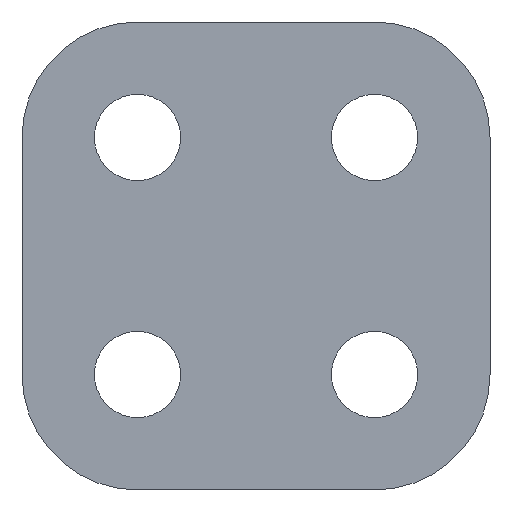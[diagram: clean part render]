
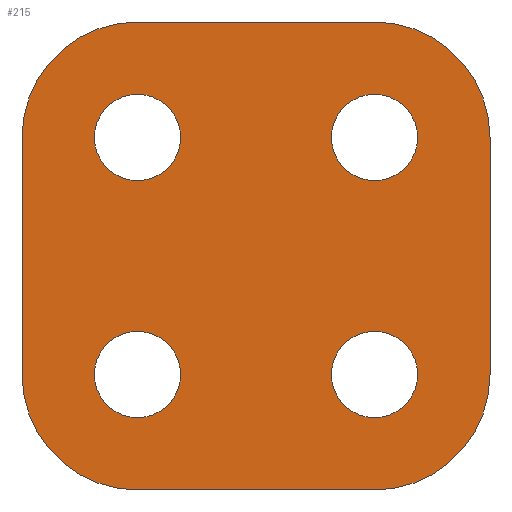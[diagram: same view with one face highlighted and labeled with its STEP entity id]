
A CAD part, front view. The second image highlights one B-rep face of the part: STEP entity #215.
In plain terms, the highlighted planar face has unit normal (0, -1, 0).
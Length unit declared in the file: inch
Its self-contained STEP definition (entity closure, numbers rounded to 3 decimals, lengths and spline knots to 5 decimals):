
#2 = AXIS2_PLACEMENT_3D ( 'NONE', #395, #363, #377 ) ;
#3 = VERTEX_POINT ( 'NONE', #618 ) ;
#5 = DIRECTION ( 'NONE',  ( 0., 0., 1. ) ) ;
#10 = AXIS2_PLACEMENT_3D ( 'NONE', #634, #671, #662 ) ;
#18 = CIRCLE ( 'NONE', #228, 0.1875 ) ;
#20 = DIRECTION ( 'NONE',  ( 0., 1., 0. ) ) ;
#25 = CIRCLE ( 'NONE', #336, 0.07 ) ;
#28 = CARTESIAN_POINT ( 'NONE',  ( 0.1925, 0., -0.2625 ) ) ;
#37 = EDGE_LOOP ( 'NONE', ( #155, #121, #100, #87, #209, #308, #167, #606 ) ) ;
#38 = CIRCLE ( 'NONE', #2, 0.07 ) ;
#42 = CARTESIAN_POINT ( 'NONE',  ( -0.38, 0., 0.38 ) ) ;
#43 = LINE ( 'NONE', #526, #71 ) ;
#48 = CARTESIAN_POINT ( 'NONE',  ( 0.1925, 0., -0.1925 ) ) ;
#54 = CIRCLE ( 'NONE', #463, 0.07 ) ;
#55 = DIRECTION ( 'NONE',  ( 0., 0., -1. ) ) ;
#57 = DIRECTION ( 'NONE',  ( 0., 0., 1. ) ) ;
#60 = DIRECTION ( 'NONE',  ( 0., 1., 0. ) ) ;
#65 = DIRECTION ( 'NONE',  ( 0., 1., 0. ) ) ;
#67 = CARTESIAN_POINT ( 'NONE',  ( -0.1925, 0., -0.1925 ) ) ;
#71 = VECTOR ( 'NONE', #517, 39.37008 ) ;
#82 = CARTESIAN_POINT ( 'NONE',  ( -0.38, 0., -0.1925 ) ) ;
#85 = CARTESIAN_POINT ( 'NONE',  ( -0.1925, 0., -0.2625 ) ) ;
#87 = ORIENTED_EDGE ( 'NONE', *, *, #428, .T. ) ;
#90 = LINE ( 'NONE', #42, #104 ) ;
#93 = DIRECTION ( 'NONE',  ( 1., 0., 0. ) ) ;
#100 = ORIENTED_EDGE ( 'NONE', *, *, #332, .F. ) ;
#102 = CARTESIAN_POINT ( 'NONE',  ( -0.1925, 0., 0.1925 ) ) ;
#104 = VECTOR ( 'NONE', #93, 39.37008 ) ;
#117 = FACE_BOUND ( 'NONE', #289, .T. ) ;
#120 = EDGE_LOOP ( 'NONE', ( #162, #161 ) ) ;
#121 = ORIENTED_EDGE ( 'NONE', *, *, #533, .T. ) ;
#130 = FACE_OUTER_BOUND ( 'NONE', #37, .T. ) ;
#134 = EDGE_CURVE ( 'NONE', #306, #513, #486, .T. ) ;
#138 = FACE_BOUND ( 'NONE', #435, .T. ) ;
#143 = DIRECTION ( 'NONE',  ( 0., 0., 1. ) ) ;
#148 = DIRECTION ( 'NONE',  ( 0., 1., 0. ) ) ;
#149 = CIRCLE ( 'NONE', #504, 0.07 ) ;
#150 = CARTESIAN_POINT ( 'NONE',  ( 0.1925, 0., 0.1925 ) ) ;
#152 = CARTESIAN_POINT ( 'NONE',  ( -0.1925, 0., 0.2625 ) ) ;
#155 = ORIENTED_EDGE ( 'NONE', *, *, #216, .F. ) ;
#161 = ORIENTED_EDGE ( 'NONE', *, *, #173, .T. ) ;
#162 = ORIENTED_EDGE ( 'NONE', *, *, #407, .T. ) ;
#164 = ORIENTED_EDGE ( 'NONE', *, *, #549, .T. ) ;
#167 = ORIENTED_EDGE ( 'NONE', *, *, #199, .F. ) ;
#172 = ORIENTED_EDGE ( 'NONE', *, *, #361, .T. ) ;
#173 = EDGE_CURVE ( 'NONE', #518, #563, #649, .T. ) ;
#174 = CIRCLE ( 'NONE', #315, 0.07 ) ;
#192 = ORIENTED_EDGE ( 'NONE', *, *, #372, .T. ) ;
#198 = FACE_BOUND ( 'NONE', #496, .T. ) ;
#199 = EDGE_CURVE ( 'NONE', #413, #513, #594, .T. ) ;
#204 = CARTESIAN_POINT ( 'NONE',  ( 0.1925, 0., 0.38 ) ) ;
#206 = ORIENTED_EDGE ( 'NONE', *, *, #573, .T. ) ;
#208 = VERTEX_POINT ( 'NONE', #583 ) ;
#209 = ORIENTED_EDGE ( 'NONE', *, *, #545, .F. ) ;
#215 = ADVANCED_FACE ( 'NONE', ( #198, #117, #138, #317, #130 ), #569, .T. ) ;
#216 = EDGE_CURVE ( 'NONE', #647, #640, #43, .T. ) ;
#228 = AXIS2_PLACEMENT_3D ( 'NONE', #102, #629, #55 ) ;
#249 = VECTOR ( 'NONE', #659, 39.37008 ) ;
#266 = DIRECTION ( 'NONE',  ( 0., 0., 1. ) ) ;
#268 = AXIS2_PLACEMENT_3D ( 'NONE', #291, #288, #279 ) ;
#269 = VERTEX_POINT ( 'NONE', #434 ) ;
#276 = DIRECTION ( 'NONE',  ( 0., 0., 1. ) ) ;
#278 = CARTESIAN_POINT ( 'NONE',  ( -0.38, 0., 0.38 ) ) ;
#279 = DIRECTION ( 'NONE',  ( 0., 0., -1. ) ) ;
#285 = ORIENTED_EDGE ( 'NONE', *, *, #312, .T. ) ;
#287 = AXIS2_PLACEMENT_3D ( 'NONE', #644, #639, #626 ) ;
#288 = DIRECTION ( 'NONE',  ( 0., -1., 0. ) ) ;
#289 = EDGE_LOOP ( 'NONE', ( #206, #192 ) ) ;
#291 = CARTESIAN_POINT ( 'NONE',  ( 0.1925, 0., 0.1925 ) ) ;
#305 = CARTESIAN_POINT ( 'NONE',  ( 0.1925, 0., -0.38 ) ) ;
#306 = VERTEX_POINT ( 'NONE', #82 ) ;
#308 = ORIENTED_EDGE ( 'NONE', *, *, #134, .T. ) ;
#312 = EDGE_CURVE ( 'NONE', #319, #3, #174, .T. ) ;
#315 = AXIS2_PLACEMENT_3D ( 'NONE', #67, #65, #57 ) ;
#317 = FACE_BOUND ( 'NONE', #120, .T. ) ;
#319 = VERTEX_POINT ( 'NONE', #85 ) ;
#327 = AXIS2_PLACEMENT_3D ( 'NONE', #613, #608, #598 ) ;
#332 = EDGE_CURVE ( 'NONE', #389, #444, #90, .T. ) ;
#336 = AXIS2_PLACEMENT_3D ( 'NONE', #150, #148, #143 ) ;
#349 = CARTESIAN_POINT ( 'NONE',  ( -0.1925, 0., 0.1925 ) ) ;
#356 = VERTEX_POINT ( 'NONE', #28 ) ;
#361 = EDGE_CURVE ( 'NONE', #674, #473, #149, .T. ) ;
#363 = DIRECTION ( 'NONE',  ( 0., 1., 0. ) ) ;
#372 = EDGE_CURVE ( 'NONE', #356, #269, #54, .T. ) ;
#373 = CARTESIAN_POINT ( 'NONE',  ( -0.1925, 0., 0.1225 ) ) ;
#377 = DIRECTION ( 'NONE',  ( 0., 0., 1. ) ) ;
#384 = AXIS2_PLACEMENT_3D ( 'NONE', #48, #20, #5 ) ;
#385 = ORIENTED_EDGE ( 'NONE', *, *, #462, .T. ) ;
#389 = VERTEX_POINT ( 'NONE', #560 ) ;
#395 = CARTESIAN_POINT ( 'NONE',  ( -0.1925, 0., 0.1925 ) ) ;
#407 = EDGE_CURVE ( 'NONE', #563, #518, #38, .T. ) ;
#413 = VERTEX_POINT ( 'NONE', #305 ) ;
#426 = CARTESIAN_POINT ( 'NONE',  ( -0.1925, 0., -0.38 ) ) ;
#428 = EDGE_CURVE ( 'NONE', #389, #208, #18, .T. ) ;
#432 = CIRCLE ( 'NONE', #287, 0.07 ) ;
#434 = CARTESIAN_POINT ( 'NONE',  ( 0.1925, 0., -0.1225 ) ) ;
#435 = EDGE_LOOP ( 'NONE', ( #172, #164 ) ) ;
#444 = VERTEX_POINT ( 'NONE', #204 ) ;
#448 = CARTESIAN_POINT ( 'NONE',  ( 0.1925, 0., 0.2625 ) ) ;
#454 = AXIS2_PLACEMENT_3D ( 'NONE', #349, #60, #266 ) ;
#462 = EDGE_CURVE ( 'NONE', #3, #319, #432, .T. ) ;
#463 = AXIS2_PLACEMENT_3D ( 'NONE', #537, #542, #566 ) ;
#466 = EDGE_CURVE ( 'NONE', #413, #640, #587, .T. ) ;
#473 = VERTEX_POINT ( 'NONE', #646 ) ;
#486 = CIRCLE ( 'NONE', #10, 0.1875 ) ;
#494 = CARTESIAN_POINT ( 'NONE',  ( 0.38, 0., -0.1925 ) ) ;
#496 = EDGE_LOOP ( 'NONE', ( #385, #285 ) ) ;
#504 = AXIS2_PLACEMENT_3D ( 'NONE', #668, #619, #603 ) ;
#513 = VERTEX_POINT ( 'NONE', #426 ) ;
#517 = DIRECTION ( 'NONE',  ( 0., 0., -1. ) ) ;
#518 = VERTEX_POINT ( 'NONE', #373 ) ;
#524 = VECTOR ( 'NONE', #276, 39.37008 ) ;
#526 = CARTESIAN_POINT ( 'NONE',  ( 0.38, 0., 0.38 ) ) ;
#530 = CIRCLE ( 'NONE', #384, 0.07 ) ;
#533 = EDGE_CURVE ( 'NONE', #647, #444, #591, .T. ) ;
#534 = LINE ( 'NONE', #278, #524 ) ;
#537 = CARTESIAN_POINT ( 'NONE',  ( 0.1925, 0., -0.1925 ) ) ;
#542 = DIRECTION ( 'NONE',  ( 0., 1., 0. ) ) ;
#545 = EDGE_CURVE ( 'NONE', #306, #208, #534, .T. ) ;
#547 = DIRECTION ( 'NONE',  ( 0., 0., -1. ) ) ;
#549 = EDGE_CURVE ( 'NONE', #473, #674, #25, .T. ) ;
#559 = AXIS2_PLACEMENT_3D ( 'NONE', #561, #623, #547 ) ;
#560 = CARTESIAN_POINT ( 'NONE',  ( -0.1925, 0., 0.38 ) ) ;
#561 = CARTESIAN_POINT ( 'NONE',  ( 0., 0., 0. ) ) ;
#563 = VERTEX_POINT ( 'NONE', #152 ) ;
#566 = DIRECTION ( 'NONE',  ( 0., 0., 1. ) ) ;
#569 = PLANE ( 'NONE',  #559 ) ;
#573 = EDGE_CURVE ( 'NONE', #269, #356, #530, .T. ) ;
#583 = CARTESIAN_POINT ( 'NONE',  ( -0.38, 0., 0.1925 ) ) ;
#587 = CIRCLE ( 'NONE', #327, 0.1875 ) ;
#589 = CARTESIAN_POINT ( 'NONE',  ( 0.38, 0., 0.1925 ) ) ;
#591 = CIRCLE ( 'NONE', #268, 0.1875 ) ;
#594 = LINE ( 'NONE', #655, #249 ) ;
#598 = DIRECTION ( 'NONE',  ( 0., 0., -1. ) ) ;
#603 = DIRECTION ( 'NONE',  ( 0., 0., 1. ) ) ;
#606 = ORIENTED_EDGE ( 'NONE', *, *, #466, .T. ) ;
#608 = DIRECTION ( 'NONE',  ( 0., -1., 0. ) ) ;
#613 = CARTESIAN_POINT ( 'NONE',  ( 0.1925, 0., -0.1925 ) ) ;
#618 = CARTESIAN_POINT ( 'NONE',  ( -0.1925, 0., -0.1225 ) ) ;
#619 = DIRECTION ( 'NONE',  ( 0., 1., 0. ) ) ;
#623 = DIRECTION ( 'NONE',  ( 0., -1., 0. ) ) ;
#626 = DIRECTION ( 'NONE',  ( 0., 0., 1. ) ) ;
#629 = DIRECTION ( 'NONE',  ( 0., -1., 0. ) ) ;
#634 = CARTESIAN_POINT ( 'NONE',  ( -0.1925, 0., -0.1925 ) ) ;
#639 = DIRECTION ( 'NONE',  ( 0., 1., 0. ) ) ;
#640 = VERTEX_POINT ( 'NONE', #494 ) ;
#644 = CARTESIAN_POINT ( 'NONE',  ( -0.1925, 0., -0.1925 ) ) ;
#646 = CARTESIAN_POINT ( 'NONE',  ( 0.1925, 0., 0.1225 ) ) ;
#647 = VERTEX_POINT ( 'NONE', #589 ) ;
#649 = CIRCLE ( 'NONE', #454, 0.07 ) ;
#655 = CARTESIAN_POINT ( 'NONE',  ( -0.38, 0., -0.38 ) ) ;
#659 = DIRECTION ( 'NONE',  ( -1., 0., 0. ) ) ;
#662 = DIRECTION ( 'NONE',  ( 0., 0., -1. ) ) ;
#668 = CARTESIAN_POINT ( 'NONE',  ( 0.1925, 0., 0.1925 ) ) ;
#671 = DIRECTION ( 'NONE',  ( 0., -1., 0. ) ) ;
#674 = VERTEX_POINT ( 'NONE', #448 ) ;
